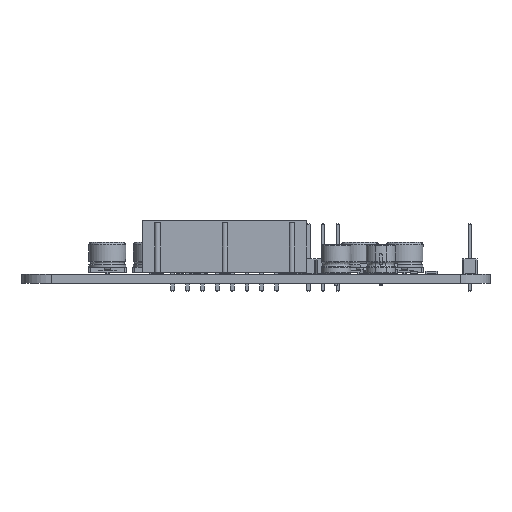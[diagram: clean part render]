
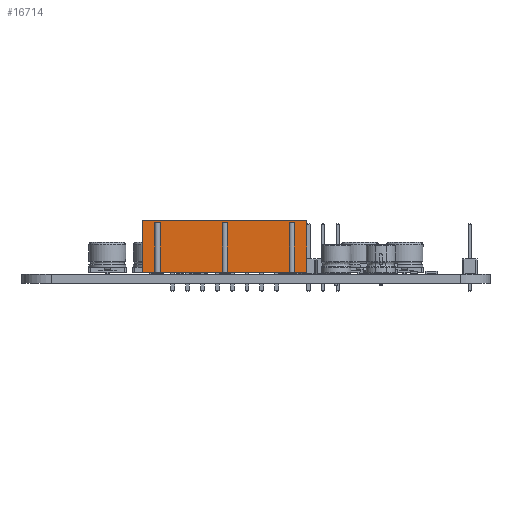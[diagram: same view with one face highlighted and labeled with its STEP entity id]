
A CAD part, left-side view. The second image highlights one B-rep face of the part: STEP entity #16714.
In plain terms, the highlighted face is planar.
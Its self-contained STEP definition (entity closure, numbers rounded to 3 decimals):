
#15672 = EDGE_CURVE('',#15673,#15675,#15677,.T.);
#15673 = VERTEX_POINT('',#15674);
#15674 = CARTESIAN_POINT('',(5.695,5.1,0.25));
#15675 = VERTEX_POINT('',#15676);
#15676 = CARTESIAN_POINT('',(5.695,5.1,9.1));
#15677 = LINE('',#15678,#15679);
#15678 = CARTESIAN_POINT('',(5.695,5.1,0.25));
#15679 = VECTOR('',#15680,1.);
#15680 = DIRECTION('',(0.,0.,1.));
#15737 = VERTEX_POINT('',#15738);
#15738 = CARTESIAN_POINT('',(5.695,-22.88,9.1));
#15744 = EDGE_CURVE('',#15737,#15675,#15745,.T.);
#15745 = LINE('',#15746,#15747);
#15746 = CARTESIAN_POINT('',(5.695,-22.88,9.1));
#15747 = VECTOR('',#15748,1.);
#15748 = DIRECTION('',(0.,1.,0.));
#15945 = VERTEX_POINT('',#15946);
#15946 = CARTESIAN_POINT('',(5.695,-22.88,0.25));
#15952 = EDGE_CURVE('',#15945,#15737,#15953,.T.);
#15953 = LINE('',#15954,#15955);
#15954 = CARTESIAN_POINT('',(5.695,-22.88,0.25));
#15955 = VECTOR('',#15956,1.);
#15956 = DIRECTION('',(0.,0.,1.));
#15992 = EDGE_CURVE('',#15993,#15673,#15995,.T.);
#15993 = VERTEX_POINT('',#15994);
#15994 = CARTESIAN_POINT('',(5.695,3.033,0.25));
#15995 = LINE('',#15996,#15997);
#15996 = CARTESIAN_POINT('',(5.695,-22.88,0.25));
#15997 = VECTOR('',#15998,1.);
#15998 = DIRECTION('',(0.,1.,0.));
#16010 = VERTEX_POINT('',#16011);
#16011 = CARTESIAN_POINT('',(5.695,2.167,0.25));
#16018 = EDGE_CURVE('',#16019,#16010,#16021,.T.);
#16019 = VERTEX_POINT('',#16020);
#16020 = CARTESIAN_POINT('',(5.695,-8.457,0.25));
#16021 = LINE('',#16022,#16023);
#16022 = CARTESIAN_POINT('',(5.695,-22.88,0.25));
#16023 = VECTOR('',#16024,1.);
#16024 = DIRECTION('',(0.,1.,0.));
#16036 = VERTEX_POINT('',#16037);
#16037 = CARTESIAN_POINT('',(5.695,-9.323,0.25));
#16044 = EDGE_CURVE('',#16045,#16036,#16047,.T.);
#16045 = VERTEX_POINT('',#16046);
#16046 = CARTESIAN_POINT('',(5.695,-19.947,0.25));
#16047 = LINE('',#16048,#16049);
#16048 = CARTESIAN_POINT('',(5.695,-22.88,0.25));
#16049 = VECTOR('',#16050,1.);
#16050 = DIRECTION('',(0.,1.,0.));
#16062 = VERTEX_POINT('',#16063);
#16063 = CARTESIAN_POINT('',(5.695,-20.813,0.25));
#16070 = EDGE_CURVE('',#15945,#16062,#16071,.T.);
#16071 = LINE('',#16072,#16073);
#16072 = CARTESIAN_POINT('',(5.695,-22.88,0.25));
#16073 = VECTOR('',#16074,1.);
#16074 = DIRECTION('',(0.,1.,0.));
#16714 = ADVANCED_FACE('',(#16715),#16790,.T.);
#16715 = FACE_BOUND('',#16716,.T.);
#16716 = EDGE_LOOP('',(#16717,#16718,#16719,#16727,#16735,#16741,#16742,
    #16750,#16758,#16764,#16765,#16773,#16781,#16787,#16788,#16789));
#16717 = ORIENTED_EDGE('',*,*,#15952,.F.);
#16718 = ORIENTED_EDGE('',*,*,#16070,.T.);
#16719 = ORIENTED_EDGE('',*,*,#16720,.F.);
#16720 = EDGE_CURVE('',#16721,#16062,#16723,.T.);
#16721 = VERTEX_POINT('',#16722);
#16722 = CARTESIAN_POINT('',(5.695,-20.813,8.75));
#16723 = LINE('',#16724,#16725);
#16724 = CARTESIAN_POINT('',(5.695,-20.813,0.25));
#16725 = VECTOR('',#16726,1.);
#16726 = DIRECTION('',(-0.,-0.,-1.));
#16727 = ORIENTED_EDGE('',*,*,#16728,.F.);
#16728 = EDGE_CURVE('',#16729,#16721,#16731,.T.);
#16729 = VERTEX_POINT('',#16730);
#16730 = CARTESIAN_POINT('',(5.695,-19.947,8.75));
#16731 = LINE('',#16732,#16733);
#16732 = CARTESIAN_POINT('',(5.695,-14.635,8.75));
#16733 = VECTOR('',#16734,1.);
#16734 = DIRECTION('',(0.,-1.,0.));
#16735 = ORIENTED_EDGE('',*,*,#16736,.T.);
#16736 = EDGE_CURVE('',#16729,#16045,#16737,.T.);
#16737 = LINE('',#16738,#16739);
#16738 = CARTESIAN_POINT('',(5.695,-19.947,0.25));
#16739 = VECTOR('',#16740,1.);
#16740 = DIRECTION('',(-0.,-0.,-1.));
#16741 = ORIENTED_EDGE('',*,*,#16044,.T.);
#16742 = ORIENTED_EDGE('',*,*,#16743,.F.);
#16743 = EDGE_CURVE('',#16744,#16036,#16746,.T.);
#16744 = VERTEX_POINT('',#16745);
#16745 = CARTESIAN_POINT('',(5.695,-9.323,8.75));
#16746 = LINE('',#16747,#16748);
#16747 = CARTESIAN_POINT('',(5.695,-9.323,0.25));
#16748 = VECTOR('',#16749,1.);
#16749 = DIRECTION('',(-0.,-0.,-1.));
#16750 = ORIENTED_EDGE('',*,*,#16751,.F.);
#16751 = EDGE_CURVE('',#16752,#16744,#16754,.T.);
#16752 = VERTEX_POINT('',#16753);
#16753 = CARTESIAN_POINT('',(5.695,-8.457,8.75));
#16754 = LINE('',#16755,#16756);
#16755 = CARTESIAN_POINT('',(5.695,-8.89,8.75));
#16756 = VECTOR('',#16757,1.);
#16757 = DIRECTION('',(0.,-1.,0.));
#16758 = ORIENTED_EDGE('',*,*,#16759,.T.);
#16759 = EDGE_CURVE('',#16752,#16019,#16760,.T.);
#16760 = LINE('',#16761,#16762);
#16761 = CARTESIAN_POINT('',(5.695,-8.457,0.25));
#16762 = VECTOR('',#16763,1.);
#16763 = DIRECTION('',(-0.,-0.,-1.));
#16764 = ORIENTED_EDGE('',*,*,#16018,.T.);
#16765 = ORIENTED_EDGE('',*,*,#16766,.F.);
#16766 = EDGE_CURVE('',#16767,#16010,#16769,.T.);
#16767 = VERTEX_POINT('',#16768);
#16768 = CARTESIAN_POINT('',(5.695,2.167,8.75));
#16769 = LINE('',#16770,#16771);
#16770 = CARTESIAN_POINT('',(5.695,2.167,0.25));
#16771 = VECTOR('',#16772,1.);
#16772 = DIRECTION('',(-0.,-0.,-1.));
#16773 = ORIENTED_EDGE('',*,*,#16774,.F.);
#16774 = EDGE_CURVE('',#16775,#16767,#16777,.T.);
#16775 = VERTEX_POINT('',#16776);
#16776 = CARTESIAN_POINT('',(5.695,3.033,8.75));
#16777 = LINE('',#16778,#16779);
#16778 = CARTESIAN_POINT('',(5.695,-3.145,8.75));
#16779 = VECTOR('',#16780,1.);
#16780 = DIRECTION('',(0.,-1.,0.));
#16781 = ORIENTED_EDGE('',*,*,#16782,.T.);
#16782 = EDGE_CURVE('',#16775,#15993,#16783,.T.);
#16783 = LINE('',#16784,#16785);
#16784 = CARTESIAN_POINT('',(5.695,3.033,0.25));
#16785 = VECTOR('',#16786,1.);
#16786 = DIRECTION('',(-0.,-0.,-1.));
#16787 = ORIENTED_EDGE('',*,*,#15992,.T.);
#16788 = ORIENTED_EDGE('',*,*,#15672,.T.);
#16789 = ORIENTED_EDGE('',*,*,#15744,.F.);
#16790 = PLANE('',#16791);
#16791 = AXIS2_PLACEMENT_3D('',#16792,#16793,#16794);
#16792 = CARTESIAN_POINT('',(5.695,-8.89,4.675));
#16793 = DIRECTION('',(1.,0.,0.));
#16794 = DIRECTION('',(0.,0.,1.));
